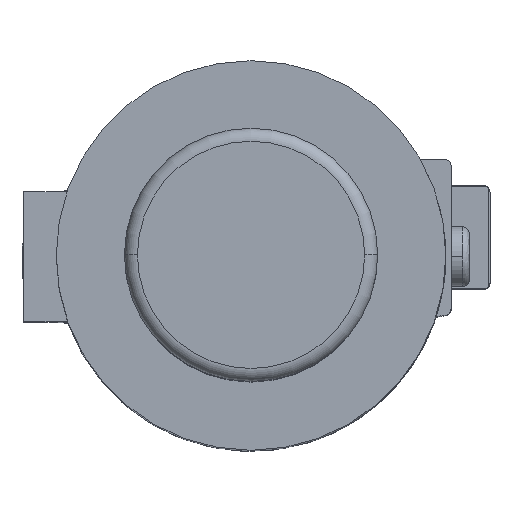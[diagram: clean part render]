
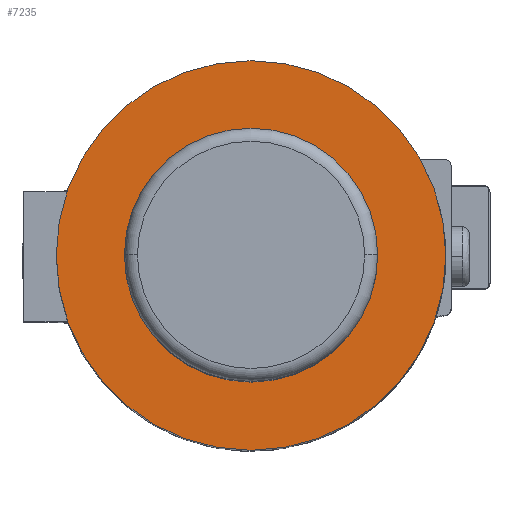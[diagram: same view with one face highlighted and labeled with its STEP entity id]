
A CAD part, top view. The second image highlights one B-rep face of the part: STEP entity #7235.
In plain terms, the highlighted planar face has unit normal (0, 0, 1).
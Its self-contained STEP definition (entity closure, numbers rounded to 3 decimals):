
#108 = FACE_OUTER_BOUND ( 'NONE', #30181, .T. ) ;
#404 = AXIS2_PLACEMENT_3D ( 'NONE', #34586, #9024, #20416 ) ;
#832 = DIRECTION ( 'NONE',  ( -1., 0., 0. ) ) ;
#1732 = EDGE_CURVE ( 'NONE', #8160, #32958, #16883, .T. ) ;
#2479 = CARTESIAN_POINT ( 'NONE',  ( 15.235, 5.485, 65.4 ) ) ;
#3016 = CARTESIAN_POINT ( 'NONE',  ( 20.485, 5.485, 65.4 ) ) ;
#4090 = VERTEX_POINT ( 'NONE', #2479 ) ;
#5840 = AXIS2_PLACEMENT_3D ( 'NONE', #34601, #6591, #25857 ) ;
#5974 = EDGE_CURVE ( 'NONE', #32958, #8160, #15243, .T. ) ;
#6083 = DIRECTION ( 'NONE',  ( -1., 0., 0. ) ) ;
#6259 = CARTESIAN_POINT ( 'NONE',  ( 5.485, 5.485, 65.4 ) ) ;
#6409 = DIRECTION ( 'NONE',  ( 0., 0., -1. ) ) ;
#6591 = DIRECTION ( 'NONE',  ( 0., 0., -1. ) ) ;
#7235 = ADVANCED_FACE ( 'NONE', ( #12021, #108 ), #11837, .T. ) ;
#8160 = VERTEX_POINT ( 'NONE', #16045 ) ;
#9024 = DIRECTION ( 'NONE',  ( 0., 0., 1. ) ) ;
#11221 = AXIS2_PLACEMENT_3D ( 'NONE', #31972, #6409, #832 ) ;
#11812 = ORIENTED_EDGE ( 'NONE', *, *, #19958, .T. ) ;
#11837 = PLANE ( 'NONE',  #404 ) ;
#12021 = FACE_BOUND ( 'NONE', #31364, .T. ) ;
#15243 = CIRCLE ( 'NONE', #24185, 15. ) ;
#16045 = CARTESIAN_POINT ( 'NONE',  ( -9.515, 5.485, 65.4 ) ) ;
#16883 = CIRCLE ( 'NONE', #17568, 15. ) ;
#17568 = AXIS2_PLACEMENT_3D ( 'NONE', #36529, #33371, #31131 ) ;
#19958 = EDGE_CURVE ( 'NONE', #26067, #4090, #27886, .T. ) ;
#20358 = ORIENTED_EDGE ( 'NONE', *, *, #36846, .T. ) ;
#20416 = DIRECTION ( 'NONE',  ( 1., 0., 0. ) ) ;
#21940 = CIRCLE ( 'NONE', #5840, 9.75 ) ;
#22553 = CARTESIAN_POINT ( 'NONE',  ( -4.265, 5.485, 65.4 ) ) ;
#23941 = ORIENTED_EDGE ( 'NONE', *, *, #1732, .F. ) ;
#24185 = AXIS2_PLACEMENT_3D ( 'NONE', #6259, #34442, #6083 ) ;
#25857 = DIRECTION ( 'NONE',  ( -1., 0., 0. ) ) ;
#26067 = VERTEX_POINT ( 'NONE', #22553 ) ;
#27886 = CIRCLE ( 'NONE', #11221, 9.75 ) ;
#30181 = EDGE_LOOP ( 'NONE', ( #23941, #32784 ) ) ;
#31131 = DIRECTION ( 'NONE',  ( -1., 0., 0. ) ) ;
#31364 = EDGE_LOOP ( 'NONE', ( #11812, #20358 ) ) ;
#31972 = CARTESIAN_POINT ( 'NONE',  ( 5.485, 5.485, 65.4 ) ) ;
#32784 = ORIENTED_EDGE ( 'NONE', *, *, #5974, .F. ) ;
#32958 = VERTEX_POINT ( 'NONE', #3016 ) ;
#33371 = DIRECTION ( 'NONE',  ( 0., 0., -1. ) ) ;
#34442 = DIRECTION ( 'NONE',  ( 0., 0., -1. ) ) ;
#34586 = CARTESIAN_POINT ( 'NONE',  ( 5.485, 5.485, 65.4 ) ) ;
#34601 = CARTESIAN_POINT ( 'NONE',  ( 5.485, 5.485, 65.4 ) ) ;
#36529 = CARTESIAN_POINT ( 'NONE',  ( 5.485, 5.485, 65.4 ) ) ;
#36846 = EDGE_CURVE ( 'NONE', #4090, #26067, #21940, .T. ) ;
